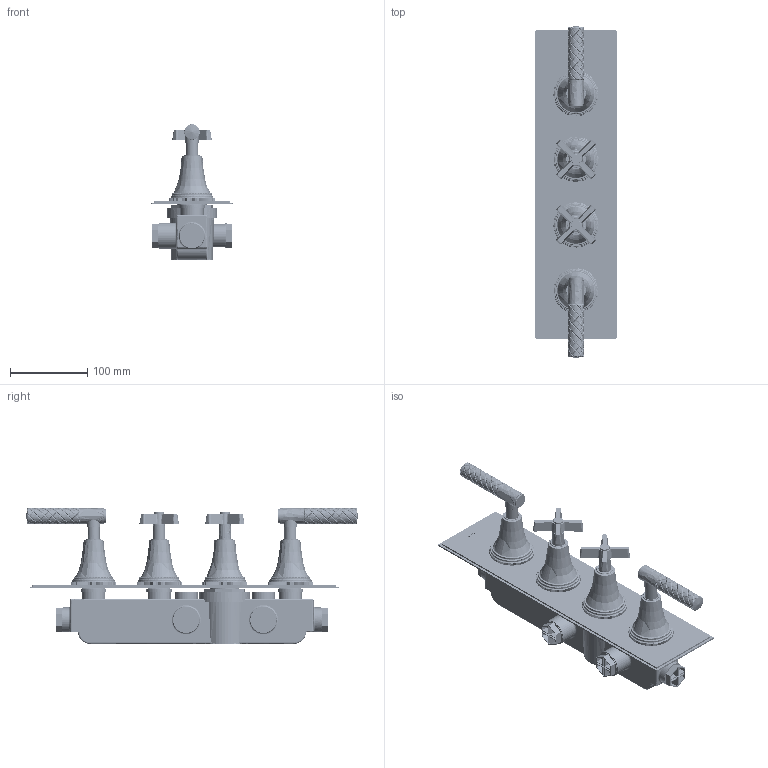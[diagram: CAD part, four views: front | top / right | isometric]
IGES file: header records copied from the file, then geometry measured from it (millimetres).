
Global section: file name: V606-TBCQ CCQ; native system: Autodesk Inventor 2020; preprocessor: unknown; author: rclarke; date: 20210813.091138; units: millimetre
Bounding box: 105 x 430 x 175.45 mm (x, y, z)
Volume: 1336029.7 mm3; surface area: 484799.8 mm2
Topology: 95 solids, 112 shells, 8614 faces, 20903 edges, 11979 vertices
Faces by surface type: bspline 8614
